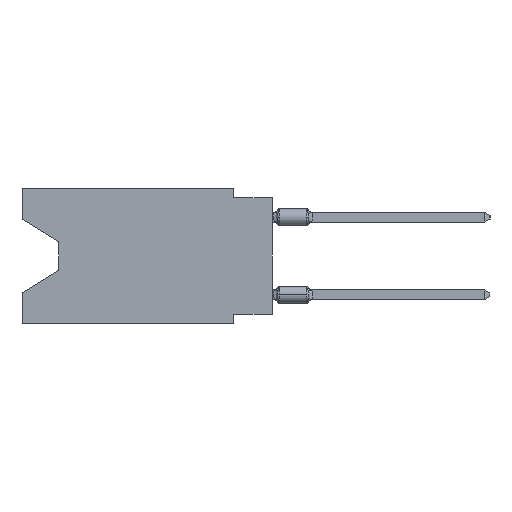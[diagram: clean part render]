
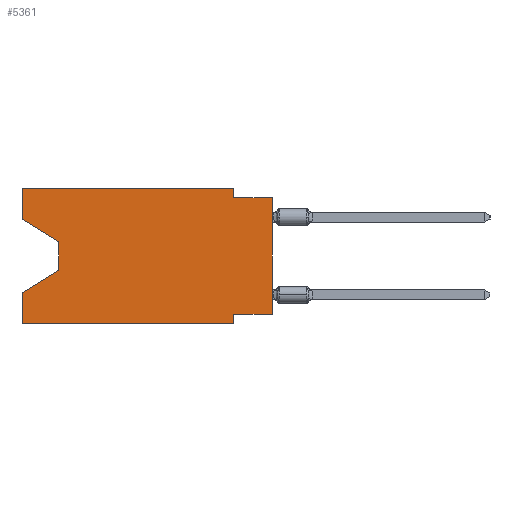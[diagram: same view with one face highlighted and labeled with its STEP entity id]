
A CAD part, left-side view. The second image highlights one B-rep face of the part: STEP entity #5361.
In plain terms, the highlighted planar face has unit normal (-1, 0, 0).
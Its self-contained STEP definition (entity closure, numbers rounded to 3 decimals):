
#179 = ORIENTED_EDGE ( 'NONE', *, *, #18025, .T. ) ;
#321 = CARTESIAN_POINT ( 'NONE',  ( 0., 16.383, 0. ) ) ;
#1082 = DIRECTION ( 'NONE',  ( 0., 1., 0. ) ) ;
#1833 = LINE ( 'NONE', #4104, #13510 ) ;
#3310 = VECTOR ( 'NONE', #32700, 1000. ) ;
#3424 = EDGE_CURVE ( 'NONE', #11333, #6630, #26394, .T. ) ;
#3469 = EDGE_CURVE ( 'NONE', #19424, #4099, #23746, .T. ) ;
#3860 = LINE ( 'NONE', #18203, #19912 ) ;
#4036 = EDGE_CURVE ( 'NONE', #27070, #25671, #3860, .T. ) ;
#4099 = VERTEX_POINT ( 'NONE', #36339 ) ;
#4104 = CARTESIAN_POINT ( 'NONE',  ( 0., 16.383, 0. ) ) ;
#4998 = LINE ( 'NONE', #19693, #30527 ) ;
#5012 = CARTESIAN_POINT ( 'NONE',  ( 0., 0., -8.255 ) ) ;
#5361 = ADVANCED_FACE ( 'NONE', ( #34875 ), #26202, .F. ) ;
#5371 = EDGE_CURVE ( 'NONE', #28543, #13989, #11459, .T. ) ;
#5603 = CARTESIAN_POINT ( 'NONE',  ( 0., 13.97, -5.385 ) ) ;
#5608 = CARTESIAN_POINT ( 'NONE',  ( 0., 2.54, 0. ) ) ;
#5621 = CARTESIAN_POINT ( 'NONE',  ( 0., 2.54, -0.635 ) ) ;
#5677 = LINE ( 'NONE', #36841, #11568 ) ;
#6629 = CARTESIAN_POINT ( 'NONE',  ( 0., 13.97, -3.505 ) ) ;
#6630 = VERTEX_POINT ( 'NONE', #10730 ) ;
#6811 = VERTEX_POINT ( 'NONE', #5621 ) ;
#6932 = DIRECTION ( 'NONE',  ( 0., 0., 1. ) ) ;
#7270 = EDGE_LOOP ( 'NONE', ( #14891, #32534, #179, #8155, #22367, #25663, #21626, #8204, #29263, #32580, #25181, #19659 ) ) ;
#7416 = CARTESIAN_POINT ( 'NONE',  ( 0., 16.383, -6.852 ) ) ;
#7623 = LINE ( 'NONE', #33858, #26726 ) ;
#8155 = ORIENTED_EDGE ( 'NONE', *, *, #4036, .F. ) ;
#8204 = ORIENTED_EDGE ( 'NONE', *, *, #11275, .T. ) ;
#9003 = DIRECTION ( 'NONE',  ( 1., 0., 0. ) ) ;
#9525 = AXIS2_PLACEMENT_3D ( 'NONE', #321, #9003, #15021 ) ;
#10571 = CARTESIAN_POINT ( 'NONE',  ( 0., 0., -0.635 ) ) ;
#10730 = CARTESIAN_POINT ( 'NONE',  ( 0., 2.54, -8.255 ) ) ;
#10911 = VECTOR ( 'NONE', #33947, 1000. ) ;
#10971 = DIRECTION ( 'NONE',  ( 0., 0., -1. ) ) ;
#11275 = EDGE_CURVE ( 'NONE', #11333, #34998, #16318, .T. ) ;
#11333 = VERTEX_POINT ( 'NONE', #5012 ) ;
#11459 = LINE ( 'NONE', #28656, #22144 ) ;
#11568 = VECTOR ( 'NONE', #10971, 1000. ) ;
#11849 = DIRECTION ( 'NONE',  ( 0., -0.855, -0.519 ) ) ;
#13510 = VECTOR ( 'NONE', #24683, 1000. ) ;
#13843 = CARTESIAN_POINT ( 'NONE',  ( 0., 16.383, -8.89 ) ) ;
#13989 = VERTEX_POINT ( 'NONE', #33689 ) ;
#14891 = ORIENTED_EDGE ( 'NONE', *, *, #3469, .T. ) ;
#15021 = DIRECTION ( 'NONE',  ( 0., 0., -1. ) ) ;
#16318 = LINE ( 'NONE', #35622, #18125 ) ;
#17666 = CARTESIAN_POINT ( 'NONE',  ( 0., 2.54, -8.89 ) ) ;
#18025 = EDGE_CURVE ( 'NONE', #35324, #25671, #36765, .T. ) ;
#18125 = VECTOR ( 'NONE', #6932, 1000. ) ;
#18180 = VERTEX_POINT ( 'NONE', #17666 ) ;
#18203 = CARTESIAN_POINT ( 'NONE',  ( 0., 16.383, 0. ) ) ;
#19424 = VERTEX_POINT ( 'NONE', #24475 ) ;
#19659 = ORIENTED_EDGE ( 'NONE', *, *, #33007, .F. ) ;
#19693 = CARTESIAN_POINT ( 'NONE',  ( 0., 16.383, -8.89 ) ) ;
#19912 = VECTOR ( 'NONE', #35224, 1000. ) ;
#21626 = ORIENTED_EDGE ( 'NONE', *, *, #3424, .F. ) ;
#22144 = VECTOR ( 'NONE', #22968, 1000. ) ;
#22170 = EDGE_CURVE ( 'NONE', #13989, #6811, #30937, .T. ) ;
#22367 = ORIENTED_EDGE ( 'NONE', *, *, #27135, .T. ) ;
#22943 = EDGE_CURVE ( 'NONE', #6811, #34998, #7623, .T. ) ;
#22968 = DIRECTION ( 'NONE',  ( 0., -1., 0. ) ) ;
#23362 = CARTESIAN_POINT ( 'NONE',  ( 0., 0., -8.255 ) ) ;
#23746 = LINE ( 'NONE', #35281, #35088 ) ;
#24475 = CARTESIAN_POINT ( 'NONE',  ( 0., 16.383, -2.038 ) ) ;
#24683 = DIRECTION ( 'NONE',  ( 0., 0., 1. ) ) ;
#25181 = ORIENTED_EDGE ( 'NONE', *, *, #5371, .F. ) ;
#25429 = VECTOR ( 'NONE', #1082, 1000. ) ;
#25663 = ORIENTED_EDGE ( 'NONE', *, *, #25892, .F. ) ;
#25671 = VERTEX_POINT ( 'NONE', #7416 ) ;
#25892 = EDGE_CURVE ( 'NONE', #6630, #18180, #5677, .T. ) ;
#26202 = PLANE ( 'NONE',  #9525 ) ;
#26394 = LINE ( 'NONE', #23362, #25429 ) ;
#26726 = VECTOR ( 'NONE', #30486, 1000. ) ;
#27070 = VERTEX_POINT ( 'NONE', #13843 ) ;
#27135 = EDGE_CURVE ( 'NONE', #27070, #18180, #4998, .T. ) ;
#28543 = VERTEX_POINT ( 'NONE', #28960 ) ;
#28656 = CARTESIAN_POINT ( 'NONE',  ( 0., 16.383, 0. ) ) ;
#28960 = CARTESIAN_POINT ( 'NONE',  ( 0., 16.383, 0. ) ) ;
#29015 = EDGE_CURVE ( 'NONE', #4099, #35324, #29679, .T. ) ;
#29263 = ORIENTED_EDGE ( 'NONE', *, *, #22943, .F. ) ;
#29679 = LINE ( 'NONE', #6629, #3310 ) ;
#30486 = DIRECTION ( 'NONE',  ( 0., -1., 0. ) ) ;
#30527 = VECTOR ( 'NONE', #36897, 1000. ) ;
#30903 = VECTOR ( 'NONE', #31117, 1000. ) ;
#30937 = LINE ( 'NONE', #5608, #30903 ) ;
#31117 = DIRECTION ( 'NONE',  ( 0., 0., -1. ) ) ;
#32534 = ORIENTED_EDGE ( 'NONE', *, *, #29015, .T. ) ;
#32580 = ORIENTED_EDGE ( 'NONE', *, *, #22170, .F. ) ;
#32700 = DIRECTION ( 'NONE',  ( 0., 0., -1. ) ) ;
#33007 = EDGE_CURVE ( 'NONE', #19424, #28543, #1833, .T. ) ;
#33689 = CARTESIAN_POINT ( 'NONE',  ( 0., 2.54, 0. ) ) ;
#33858 = CARTESIAN_POINT ( 'NONE',  ( 0., 0., -0.635 ) ) ;
#33947 = DIRECTION ( 'NONE',  ( 0., 0.855, -0.519 ) ) ;
#34875 = FACE_OUTER_BOUND ( 'NONE', #7270, .T. ) ;
#34998 = VERTEX_POINT ( 'NONE', #10571 ) ;
#35088 = VECTOR ( 'NONE', #11849, 1000. ) ;
#35224 = DIRECTION ( 'NONE',  ( 0., 0., 1. ) ) ;
#35281 = CARTESIAN_POINT ( 'NONE',  ( 0., 16.383, -2.038 ) ) ;
#35324 = VERTEX_POINT ( 'NONE', #37088 ) ;
#35622 = CARTESIAN_POINT ( 'NONE',  ( 0., 0., 0. ) ) ;
#36339 = CARTESIAN_POINT ( 'NONE',  ( 0., 13.97, -3.505 ) ) ;
#36765 = LINE ( 'NONE', #5603, #10911 ) ;
#36841 = CARTESIAN_POINT ( 'NONE',  ( 0., 2.54, -8.89 ) ) ;
#36897 = DIRECTION ( 'NONE',  ( 0., -1., 0. ) ) ;
#37088 = CARTESIAN_POINT ( 'NONE',  ( 0., 13.97, -5.385 ) ) ;
